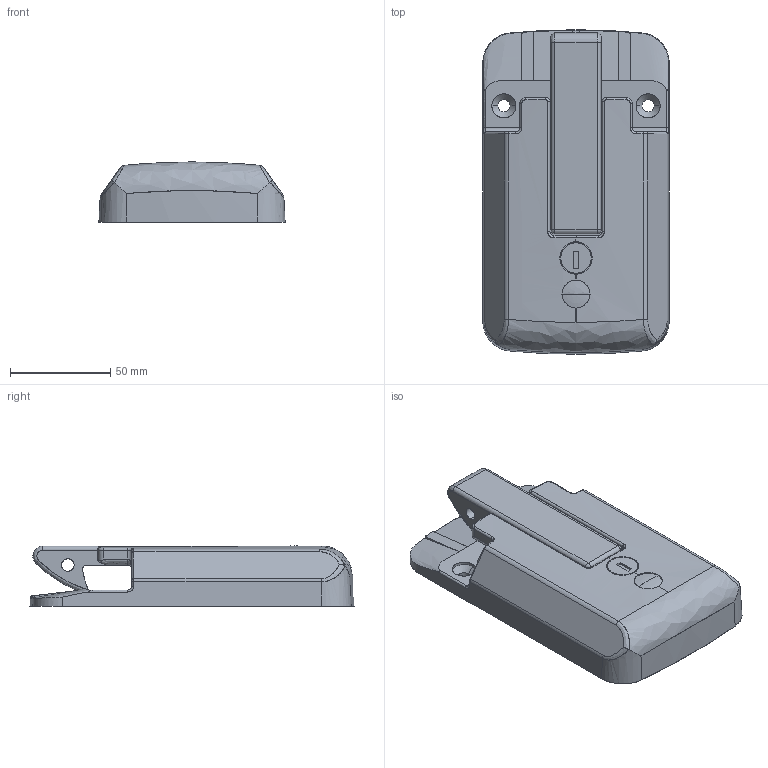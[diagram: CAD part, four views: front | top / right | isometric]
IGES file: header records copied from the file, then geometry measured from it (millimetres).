
Start section: SolidWorks IGES file using analytic representation for surfaces
Global section: file name: FA-812-C-2S-1.IGS,15; native system: HSolidWorks 2018; preprocessor: SolidWorks 2018; author: 1337yo; date: 210414.111111; units: millimetre
Bounding box: 93 x 162 x 30.09 mm (x, y, z)
Surface area: 71470.5 mm2 (no closed solid volume)
Topology: 0 solids, 0 shells, 544 faces, 6258 edges, 6247 vertices
Faces by surface type: bspline 302, revolution 242
